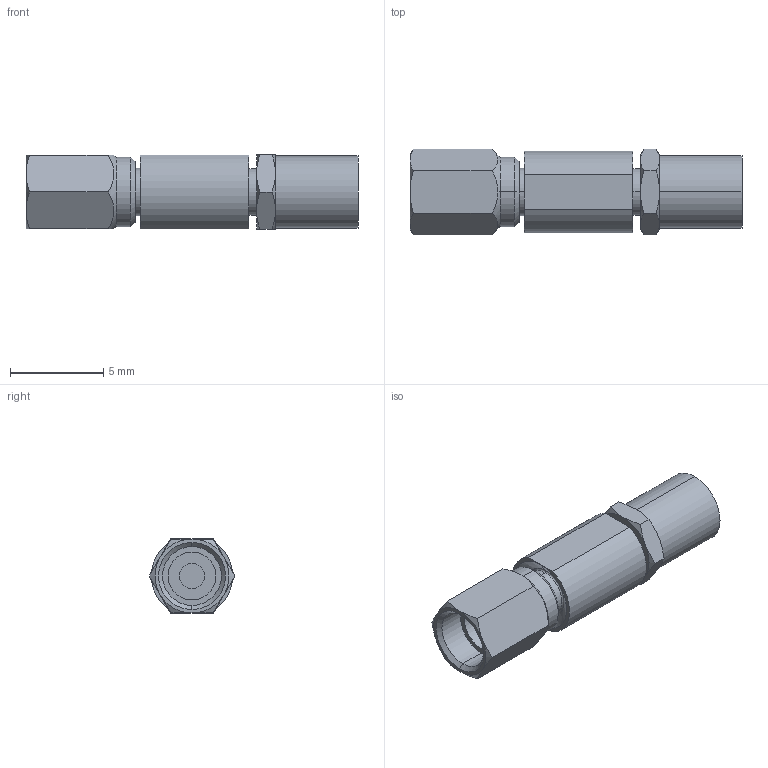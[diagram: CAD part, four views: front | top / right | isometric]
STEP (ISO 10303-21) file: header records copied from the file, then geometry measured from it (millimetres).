
FILE_DESCRIPTION (( 'STEP AP203' ), '1' );
FILE_NAME ('7002-1572-003.STEP', '2010-10-01T19:20:08', ( ' ' ), ( ' ' ), 'SwSTEP 2.0', 'SolidWorks 2008', '' );
FILE_SCHEMA (( 'CONFIG_CONTROL_DESIGN' ));
Length unit declared in the file: inch
Products named in the file (1): 7002-1572-003
Bounding box: 17.78 x 4.58 x 3.97 mm (x, y, z)
Volume: 196.9 mm3; surface area: 347.9 mm2
Topology: 1 solids, 1 shells, 71 faces, 152 edges, 92 vertices
Faces by surface type: cone 26, plane 25, cylinder 18, torus 2
Entity records: 2117 total; most frequent: CARTESIAN_POINT 536, DIRECTION 316, ORIENTED_EDGE 304, EDGE_CURVE 152, AXIS2_PLACEMENT_3D 136, VERTEX_POINT 92, EDGE_LOOP 80, ADVANCED_FACE 71
